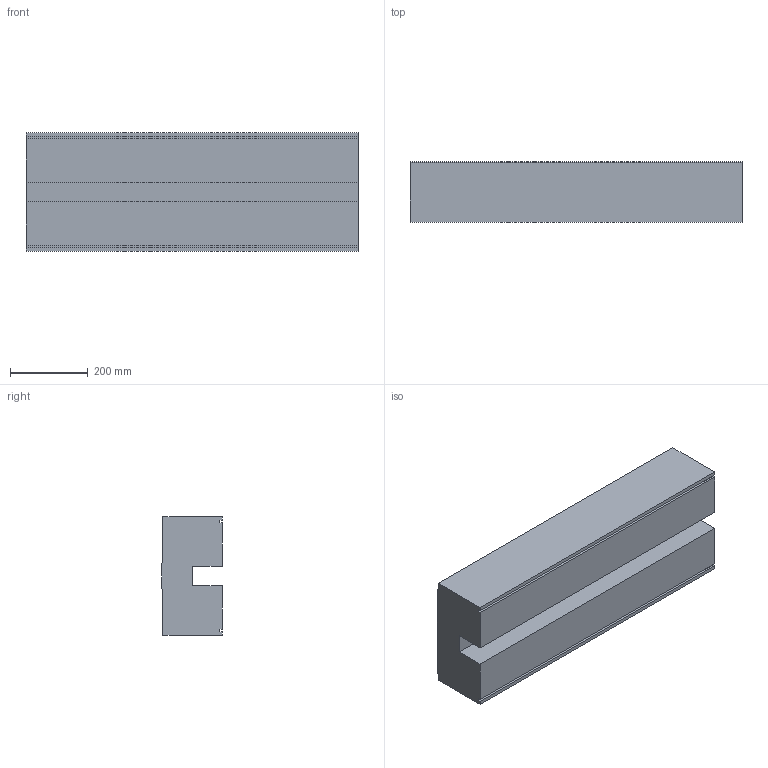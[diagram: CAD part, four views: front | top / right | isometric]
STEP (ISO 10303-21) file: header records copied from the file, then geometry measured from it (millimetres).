
FILE_DESCRIPTION(/* description */ (''),/* implementation_level */ '2;1');
FILE_NAME(/* name */ 'Bollard cap C - 20.step',/* time_stamp */ '2022-09-28T16:45:58-05:00',/* author */ (''),/* organization */ (''),/* preprocessor_version */ 'ST-DEVELOPER v19',/* originating_system */ 'Autodesk Translation Framework v11.7.0.108',/* authorisation */ '');
FILE_SCHEMA (('AUTOMOTIVE_DESIGN { 1 0 10303 214 3 1 1 }'));
Length unit declared in the file: inch
Products named in the file (1): Bollard cap C - 20
Bounding box: 853.44 x 155.57 x 304.8 mm (x, y, z)
Volume: 36684081.5 mm3; surface area: 1018151.2 mm2
Topology: 1 solids, 1 shells, 19 faces, 51 edges, 34 vertices
Faces by surface type: plane 19
Entity records: 620 total; most frequent: CARTESIAN_POINT 105, ORIENTED_EDGE 102, DIRECTION 91, LINE 51, VECTOR 51, EDGE_CURVE 51, VERTEX_POINT 34, AXIS2_PLACEMENT_3D 20
